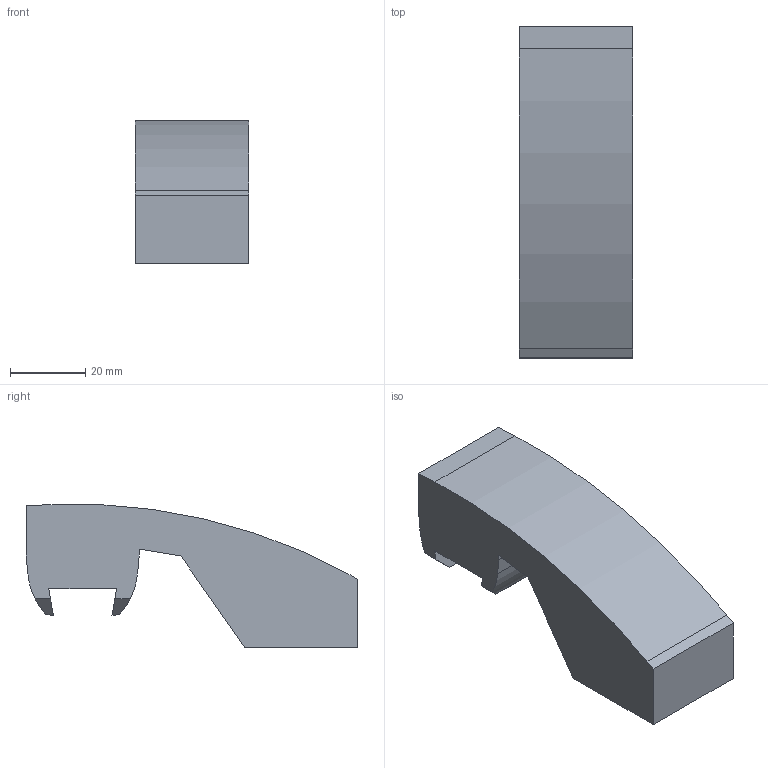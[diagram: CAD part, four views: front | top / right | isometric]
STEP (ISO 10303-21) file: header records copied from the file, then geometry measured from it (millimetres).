
FILE_DESCRIPTION(('STEP AP214'),'1');
FILE_NAME('cctmp_07BD8388-E312-4342-9F90-4EAB14EDB2D1_2023_11_20_16_35_41_0003_6396..stp','2023-11-20T15:35:41',('Bosch Rexroth AG'),('CADClick - www.CADClick.com'),'Spatial InterOp 3D',' ','unknown authorization - (Healing Option Enabled)');
FILE_SCHEMA(('AUTOMOTIVE_DESIGN'));
Length unit declared in the file: millimetre
Products named in the file (1): 2023_11_20_16_35_40_0987
Bounding box: 30 x 88 x 37.84 mm (x, y, z)
Volume: 57844.8 mm3; surface area: 12107.6 mm2
Topology: 1 solids, 1 shells, 34 faces, 88 edges, 58 vertices
Faces by surface type: plane 25, cylinder 9
Entity records: 1328 total; most frequent: CARTESIAN_POINT 193, ORIENTED_EDGE 176, DIRECTION 170, EDGE_CURVE 88, LINE 68, VECTOR 68, VERTEX_POINT 58, AXIS2_PLACEMENT_3D 51
